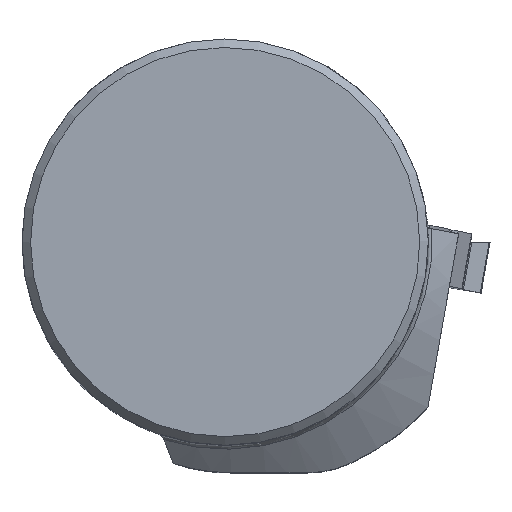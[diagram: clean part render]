
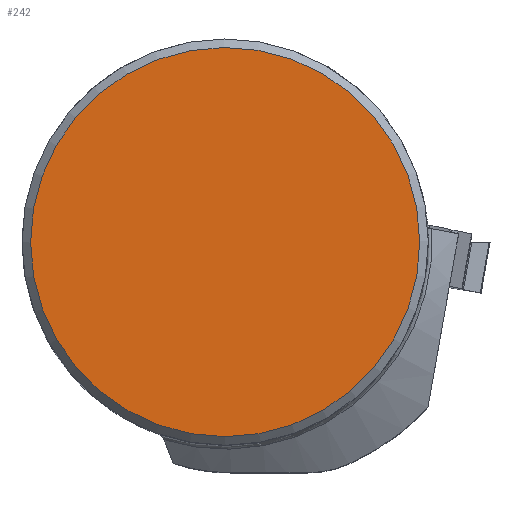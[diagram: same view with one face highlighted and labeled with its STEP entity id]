
A CAD part, top view. The second image highlights one B-rep face of the part: STEP entity #242.
In plain terms, the highlighted planar face has unit normal (0, 0, 1).
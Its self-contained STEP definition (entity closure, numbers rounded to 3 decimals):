
#181=CIRCLE('',#1672,15.325);
#242=ADVANCED_FACE('',(#353),#290,.F.);
#290=PLANE('',#1674);
#353=FACE_OUTER_BOUND('',#435,.T.);
#435=EDGE_LOOP('',(#831));
#831=ORIENTED_EDGE('',*,*,#1217,.T.);
#1023=VERTEX_POINT('',#2794);
#1217=EDGE_CURVE('',#1023,#1023,#181,.T.);
#1672=AXIS2_PLACEMENT_3D('',#2793,#2050,#2051);
#1674=AXIS2_PLACEMENT_3D('',#2796,#2054,#2055);
#2050=DIRECTION('',(0.,0.,1.));
#2051=DIRECTION('',(0.,-1.,0.));
#2054=DIRECTION('',(0.,0.,-1.));
#2055=DIRECTION('',(1.,0.,0.));
#2793=CARTESIAN_POINT('',(0.,0.,0.));
#2794=CARTESIAN_POINT('',(0.,-15.325,0.));
#2796=CARTESIAN_POINT('',(0.,0.,0.));
